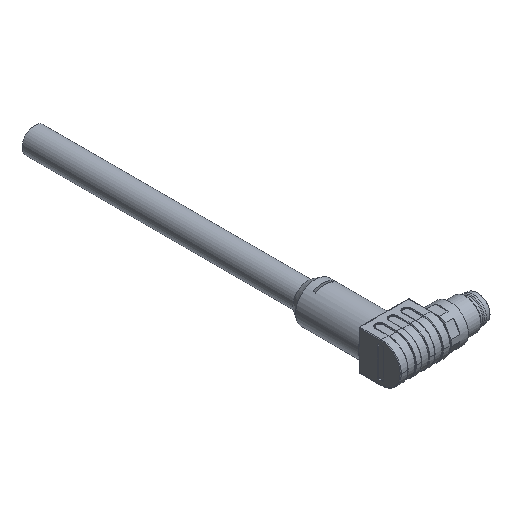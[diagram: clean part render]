
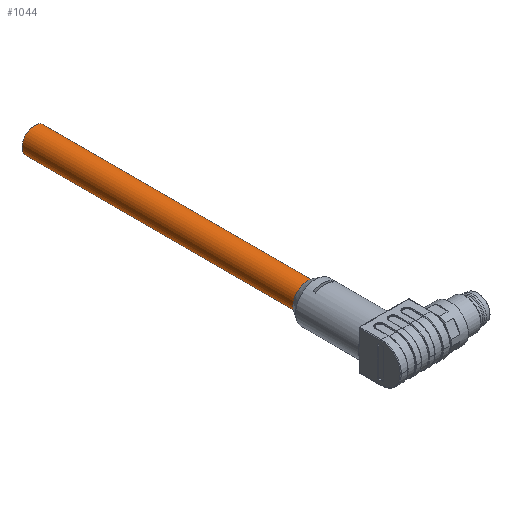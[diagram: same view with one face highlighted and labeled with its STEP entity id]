
A CAD part, isometric view. The second image highlights one B-rep face of the part: STEP entity #1044.
In plain terms, the highlighted cylindrical face has radius 3.25 mm (diameter 6.5 mm), a full revolution.
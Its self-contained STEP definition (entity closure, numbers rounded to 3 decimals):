
#287=FACE_BOUND('',#1550,.T.);
#288=FACE_BOUND('',#1551,.T.);
#379=CYLINDRICAL_SURFACE('',#4318,3.25);
#1044=ADVANCED_FACE('',(#287,#288),#379,.T.);
#1550=EDGE_LOOP('',(#2636));
#1551=EDGE_LOOP('',(#2637));
#2636=ORIENTED_EDGE('',*,*,#3510,.F.);
#2637=ORIENTED_EDGE('',*,*,#3509,.F.);
#2966=VERTEX_POINT('',#7062);
#2967=VERTEX_POINT('',#7065);
#3509=EDGE_CURVE('',#2966,#2966,#3793,.T.);
#3510=EDGE_CURVE('',#2967,#2967,#3794,.T.);
#3793=CIRCLE('',#4314,3.25);
#3794=CIRCLE('',#4316,3.25);
#4314=AXIS2_PLACEMENT_3D('',#7061,#5564,#5565);
#4316=AXIS2_PLACEMENT_3D('',#7064,#5568,#5569);
#4318=AXIS2_PLACEMENT_3D('',#7067,#5572,#5573);
#5564=DIRECTION('',(0.,-1.,0.));
#5565=DIRECTION('',(0.,0.,-1.));
#5568=DIRECTION('',(0.,1.,0.));
#5569=DIRECTION('',(0.,0.,1.));
#5572=DIRECTION('',(0.,-1.,0.));
#5573=DIRECTION('',(0.707,0.,-0.707));
#7061=CARTESIAN_POINT('',(105.675,14.501,0.));
#7062=CARTESIAN_POINT('',(105.675,14.501,-3.25));
#7064=CARTESIAN_POINT('',(105.675,85.499,0.));
#7065=CARTESIAN_POINT('',(105.675,85.499,3.25));
#7067=CARTESIAN_POINT('',(105.675,57.25,0.));
